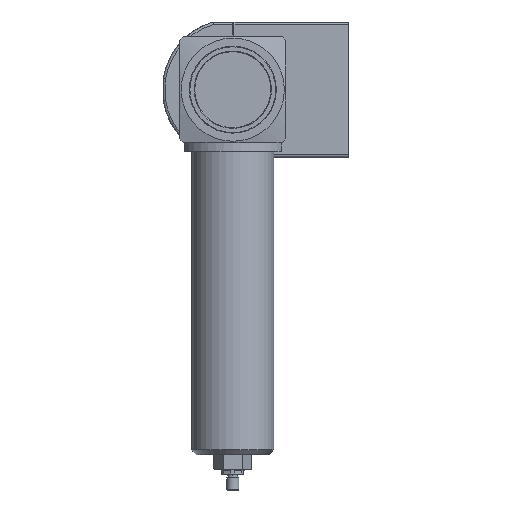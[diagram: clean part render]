
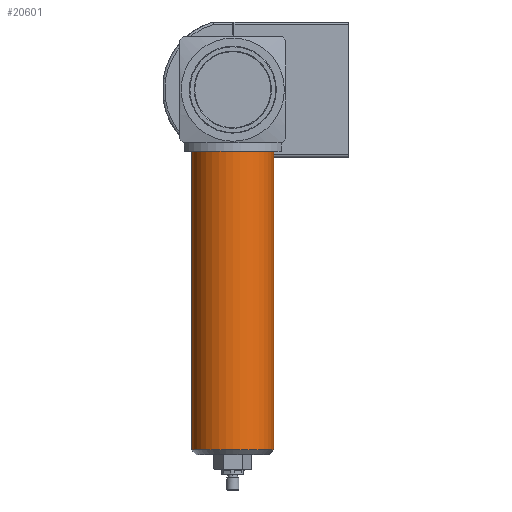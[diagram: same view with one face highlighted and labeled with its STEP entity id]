
A CAD part, front view. The second image highlights one B-rep face of the part: STEP entity #20601.
In plain terms, the highlighted cylindrical face has radius 26.988 mm (diameter 53.975 mm), a partial arc.
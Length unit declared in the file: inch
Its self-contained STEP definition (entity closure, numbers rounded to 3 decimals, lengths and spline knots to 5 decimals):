
#1396 = AXIS2_PLACEMENT_3D ( 'NONE', #5854, #5855, #5856 ) ;
#1397 = AXIS2_PLACEMENT_3D ( 'NONE', #5857, #5858, #5859 ) ;
#3668 = ORIENTED_EDGE ( 'NONE', *, *, #29092, .F. ) ;
#3669 = ORIENTED_EDGE ( 'NONE', *, *, #29113, .T. ) ;
#3670 = ORIENTED_EDGE ( 'NONE', *, *, #29094, .T. ) ;
#3671 = ORIENTED_EDGE ( 'NONE', *, *, #29114, .F. ) ;
#5800 = DIRECTION ( 'NONE',  ( 0., 0., 1. ) ) ;
#5801 = DIRECTION ( 'NONE',  ( 0., 0., 1. ) ) ;
#5802 = CARTESIAN_POINT ( 'NONE',  ( -2.1255, -3.375, -8.75461 ) ) ;
#5806 = CARTESIAN_POINT ( 'NONE',  ( -0.0005, -3.375, -8.75461 ) ) ;
#5854 = CARTESIAN_POINT ( 'NONE',  ( -1.063, -3.375, -9.31711 ) ) ;
#5855 = DIRECTION ( 'NONE',  ( 0., 0., 1. ) ) ;
#5856 = DIRECTION ( 'NONE',  ( 1., 0., 0. ) ) ;
#5857 = CARTESIAN_POINT ( 'NONE',  ( -1.063, -3.375, -1.593 ) ) ;
#5858 = DIRECTION ( 'NONE',  ( 0., 0., 1. ) ) ;
#5859 = DIRECTION ( 'NONE',  ( 1., 0., 0. ) ) ;
#13900 = LINE ( 'NONE', #5802, #13910 ) ;
#13908 = LINE ( 'NONE', #5806, #13913 ) ;
#13910 = VECTOR ( 'NONE', #5800, 39.37008 ) ;
#13913 = VECTOR ( 'NONE', #5801, 39.37008 ) ;
#13943 = CIRCLE ( 'NONE', #1396, 1.0625 ) ;
#13944 = CIRCLE ( 'NONE', #1397, 1.0625 ) ;
#15195 = CARTESIAN_POINT ( 'NONE',  ( -2.1255, -3.375, -9.31711 ) ) ;
#15203 = CARTESIAN_POINT ( 'NONE',  ( -0.0005, -3.375, -1.593 ) ) ;
#15217 = CARTESIAN_POINT ( 'NONE',  ( -0.0005, -3.375, -9.31711 ) ) ;
#15223 = CARTESIAN_POINT ( 'NONE',  ( -2.1255, -3.375, -1.593 ) ) ;
#19181 = EDGE_LOOP ( 'NONE', ( #3668, #3669, #3670, #3671 ) ) ;
#20601 = ADVANCED_FACE ( 'NONE', ( #36670 ), #36679, .T. ) ;
#26717 = CARTESIAN_POINT ( 'NONE',  ( -1.063, -3.375, -8.75461 ) ) ;
#26718 = DIRECTION ( 'NONE',  ( 0., 0., 1. ) ) ;
#26727 = DIRECTION ( 'NONE',  ( 1., 0., 0. ) ) ;
#29092 = EDGE_CURVE ( 'NONE', #36038, #36066, #13900, .T. ) ;
#29094 = EDGE_CURVE ( 'NONE', #36060, #36046, #13908, .T. ) ;
#29113 = EDGE_CURVE ( 'NONE', #36038, #36060, #13943, .T. ) ;
#29114 = EDGE_CURVE ( 'NONE', #36066, #36046, #13944, .T. ) ;
#31902 = AXIS2_PLACEMENT_3D ( 'NONE', #26717, #26718, #26727 ) ;
#36038 = VERTEX_POINT ( 'NONE', #15195 ) ;
#36046 = VERTEX_POINT ( 'NONE', #15203 ) ;
#36060 = VERTEX_POINT ( 'NONE', #15217 ) ;
#36066 = VERTEX_POINT ( 'NONE', #15223 ) ;
#36670 = FACE_OUTER_BOUND ( 'NONE', #19181, .T. ) ;
#36679 = CYLINDRICAL_SURFACE ( 'NONE', #31902, 1.0625 ) ;
